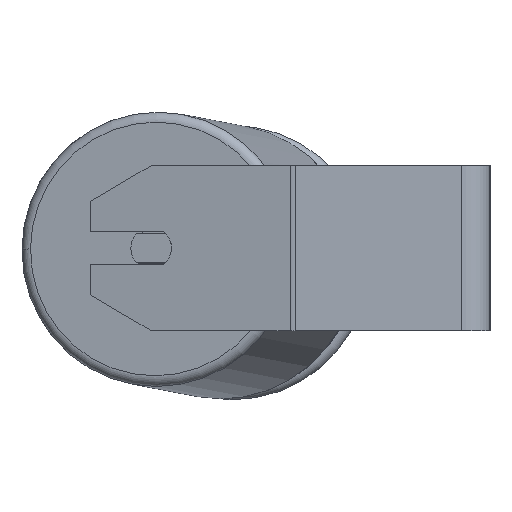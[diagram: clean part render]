
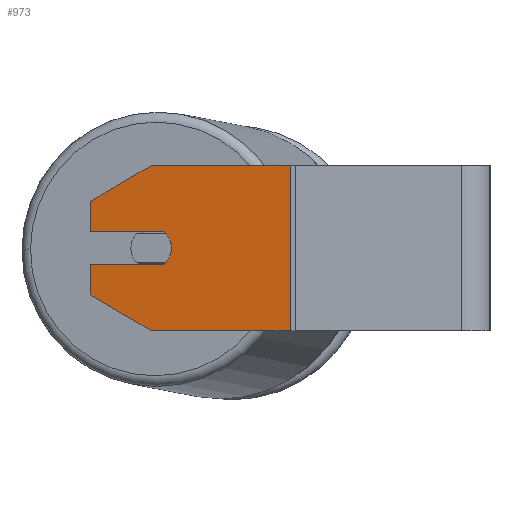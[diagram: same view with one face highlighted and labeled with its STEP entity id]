
A CAD part, left-side view. The second image highlights one B-rep face of the part: STEP entity #973.
In plain terms, the highlighted planar face has unit normal (-0.985, 0.174, 0).
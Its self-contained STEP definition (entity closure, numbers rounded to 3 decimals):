
#302 = VECTOR ( 'NONE', #1230, 1000. ) ;
#348 = ORIENTED_EDGE ( 'NONE', *, *, #850, .T. ) ;
#416 = CARTESIAN_POINT ( 'NONE',  ( -327.913, 164.237, 0. ) ) ;
#478 = DIRECTION ( 'NONE',  ( -0.174, -0.985, 0. ) ) ;
#843 = CARTESIAN_POINT ( 'NONE',  ( -329.65, 154.389, 0. ) ) ;
#850 = EDGE_CURVE ( 'NONE', #3476, #5279, #5993, .T. ) ;
#946 = DIRECTION ( 'NONE',  ( -0.174, -0.985, 0. ) ) ;
#973 = ADVANCED_FACE ( 'NONE', ( #8085 ), #4930, .F. ) ;
#986 = DIRECTION ( 'NONE',  ( 0.174, 0.985, 0. ) ) ;
#1059 = CARTESIAN_POINT ( 'NONE',  ( -322.704, 193.781, -8. ) ) ;
#1080 = CARTESIAN_POINT ( 'NONE',  ( -322.704, 193.781, 40. ) ) ;
#1157 = EDGE_CURVE ( 'NONE', #7387, #4089, #3808, .T. ) ;
#1230 = DIRECTION ( 'NONE',  ( -0.174, -0.985, 0. ) ) ;
#1386 = VECTOR ( 'NONE', #1444, 1000. ) ;
#1444 = DIRECTION ( 'NONE',  ( 0., 0., -1. ) ) ;
#1467 = EDGE_LOOP ( 'NONE', ( #1744, #4107, #348, #7079, #4422, #5537, #3412, #5869, #6714, #7738, #4390 ) ) ;
#1631 = CIRCLE ( 'NONE', #6971, 10. ) ;
#1660 = LINE ( 'NONE', #1741, #7942 ) ;
#1741 = CARTESIAN_POINT ( 'NONE',  ( -328.955, 158.328, 8. ) ) ;
#1744 = ORIENTED_EDGE ( 'NONE', *, *, #1765, .F. ) ;
#1745 = CARTESIAN_POINT ( 'NONE',  ( -327.913, 164.237, -40. ) ) ;
#1765 = EDGE_CURVE ( 'NONE', #5151, #7329, #3508, .T. ) ;
#1819 = EDGE_CURVE ( 'NONE', #4089, #3828, #6659, .T. ) ;
#2251 = LINE ( 'NONE', #3708, #3960 ) ;
#2316 = DIRECTION ( 'NONE',  ( -0.174, -0.985, 0. ) ) ;
#2438 = DIRECTION ( 'NONE',  ( 0.15, 0.853, -0.5 ) ) ;
#2572 = VERTEX_POINT ( 'NONE', #4928 ) ;
#2645 = CARTESIAN_POINT ( 'NONE',  ( -322.704, 193.781, -22.679 ) ) ;
#2818 = VECTOR ( 'NONE', #2941, 1000. ) ;
#2941 = DIRECTION ( 'NONE',  ( 0., 0., -1. ) ) ;
#2992 = CARTESIAN_POINT ( 'NONE',  ( -328.955, 158.328, -8. ) ) ;
#3001 = DIRECTION ( 'NONE',  ( 0.174, 0.985, 0. ) ) ;
#3084 = VERTEX_POINT ( 'NONE', #1745 ) ;
#3352 = CARTESIAN_POINT ( 'NONE',  ( -322.704, 193.781, 40. ) ) ;
#3355 = CARTESIAN_POINT ( 'NONE',  ( -327.913, 164.237, -40. ) ) ;
#3412 = ORIENTED_EDGE ( 'NONE', *, *, #6881, .F. ) ;
#3464 = DIRECTION ( 'NONE',  ( -0.985, 0.174, 0. ) ) ;
#3476 = VERTEX_POINT ( 'NONE', #1059 ) ;
#3508 = CIRCLE ( 'NONE', #3774, 10. ) ;
#3571 = CARTESIAN_POINT ( 'NONE',  ( -322.704, 193.781, 8. ) ) ;
#3682 = DIRECTION ( 'NONE',  ( 0.985, -0.174, 0. ) ) ;
#3708 = CARTESIAN_POINT ( 'NONE',  ( -328.955, 158.328, -8. ) ) ;
#3745 = LINE ( 'NONE', #6443, #302 ) ;
#3774 = AXIS2_PLACEMENT_3D ( 'NONE', #4915, #3464, #946 ) ;
#3808 = LINE ( 'NONE', #6463, #7452 ) ;
#3828 = VERTEX_POINT ( 'NONE', #3571 ) ;
#3943 = CARTESIAN_POINT ( 'NONE',  ( -322.704, 193.781, 22.679 ) ) ;
#3960 = VECTOR ( 'NONE', #478, 1000. ) ;
#4089 = VERTEX_POINT ( 'NONE', #3943 ) ;
#4107 = ORIENTED_EDGE ( 'NONE', *, *, #6786, .F. ) ;
#4112 = LINE ( 'NONE', #3355, #4246 ) ;
#4178 = CARTESIAN_POINT ( 'NONE',  ( -322.704, 193.781, 40. ) ) ;
#4230 = CARTESIAN_POINT ( 'NONE',  ( -339.787, 96.895, 40. ) ) ;
#4246 = VECTOR ( 'NONE', #5233, 1000. ) ;
#4390 = ORIENTED_EDGE ( 'NONE', *, *, #6008, .F. ) ;
#4422 = ORIENTED_EDGE ( 'NONE', *, *, #7520, .T. ) ;
#4693 = LINE ( 'NONE', #7893, #1386 ) ;
#4811 = VECTOR ( 'NONE', #2316, 1000. ) ;
#4848 = CARTESIAN_POINT ( 'NONE',  ( -322.704, 193.781, -40. ) ) ;
#4915 = CARTESIAN_POINT ( 'NONE',  ( -327.913, 164.237, 0. ) ) ;
#4928 = CARTESIAN_POINT ( 'NONE',  ( -339.787, 96.895, -40. ) ) ;
#4930 = PLANE ( 'NONE',  #5532 ) ;
#5151 = VERTEX_POINT ( 'NONE', #2992 ) ;
#5233 = DIRECTION ( 'NONE',  ( -0.15, -0.853, -0.5 ) ) ;
#5279 = VERTEX_POINT ( 'NONE', #2645 ) ;
#5397 = VECTOR ( 'NONE', #6713, 1000. ) ;
#5532 = AXIS2_PLACEMENT_3D ( 'NONE', #1080, #3682, #3001 ) ;
#5537 = ORIENTED_EDGE ( 'NONE', *, *, #7012, .F. ) ;
#5738 = DIRECTION ( 'NONE',  ( -0.174, -0.985, 0. ) ) ;
#5779 = VERTEX_POINT ( 'NONE', #7495 ) ;
#5869 = ORIENTED_EDGE ( 'NONE', *, *, #1157, .T. ) ;
#5993 = LINE ( 'NONE', #3352, #5397 ) ;
#6008 = EDGE_CURVE ( 'NONE', #7329, #5779, #1631, .T. ) ;
#6394 = VERTEX_POINT ( 'NONE', #4230 ) ;
#6443 = CARTESIAN_POINT ( 'NONE',  ( -322.704, 193.781, 40. ) ) ;
#6463 = CARTESIAN_POINT ( 'NONE',  ( -322.704, 193.781, 22.679 ) ) ;
#6659 = LINE ( 'NONE', #4178, #2818 ) ;
#6713 = DIRECTION ( 'NONE',  ( 0., 0., -1. ) ) ;
#6714 = ORIENTED_EDGE ( 'NONE', *, *, #1819, .T. ) ;
#6786 = EDGE_CURVE ( 'NONE', #3476, #5151, #2251, .T. ) ;
#6881 = EDGE_CURVE ( 'NONE', #7387, #6394, #3745, .T. ) ;
#6971 = AXIS2_PLACEMENT_3D ( 'NONE', #416, #7019, #5738 ) ;
#7012 = EDGE_CURVE ( 'NONE', #6394, #2572, #4693, .T. ) ;
#7019 = DIRECTION ( 'NONE',  ( -0.985, 0.174, 0. ) ) ;
#7079 = ORIENTED_EDGE ( 'NONE', *, *, #7375, .T. ) ;
#7202 = CARTESIAN_POINT ( 'NONE',  ( -327.913, 164.237, 40. ) ) ;
#7329 = VERTEX_POINT ( 'NONE', #843 ) ;
#7375 = EDGE_CURVE ( 'NONE', #5279, #3084, #4112, .T. ) ;
#7387 = VERTEX_POINT ( 'NONE', #7202 ) ;
#7452 = VECTOR ( 'NONE', #2438, 1000. ) ;
#7495 = CARTESIAN_POINT ( 'NONE',  ( -328.955, 158.328, 8. ) ) ;
#7520 = EDGE_CURVE ( 'NONE', #3084, #2572, #7576, .T. ) ;
#7576 = LINE ( 'NONE', #4848, #4811 ) ;
#7738 = ORIENTED_EDGE ( 'NONE', *, *, #7829, .F. ) ;
#7829 = EDGE_CURVE ( 'NONE', #5779, #3828, #1660, .T. ) ;
#7893 = CARTESIAN_POINT ( 'NONE',  ( -339.787, 96.895, 40. ) ) ;
#7942 = VECTOR ( 'NONE', #986, 1000. ) ;
#8085 = FACE_OUTER_BOUND ( 'NONE', #1467, .T. ) ;
